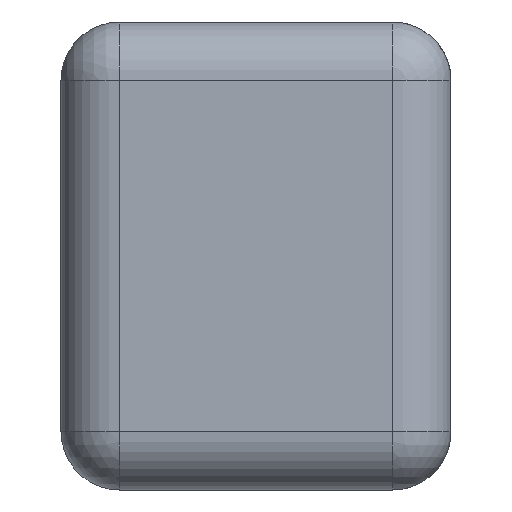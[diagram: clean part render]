
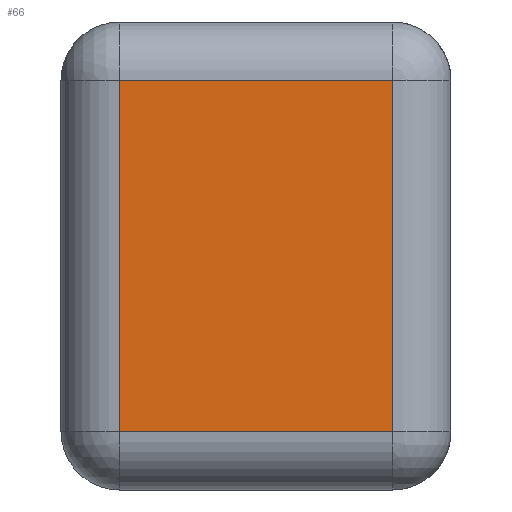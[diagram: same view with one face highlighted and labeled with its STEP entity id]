
A CAD part, left-side view. The second image highlights one B-rep face of the part: STEP entity #66.
In plain terms, the highlighted planar face has unit normal (-1, 0, 0).
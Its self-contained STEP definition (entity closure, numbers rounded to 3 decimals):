
#27 = CARTESIAN_POINT ( 'NONE',  ( -21., 8.5, 10.5 ) ) ;
#46 = DIRECTION ( 'NONE',  ( 0., 1., 0. ) ) ;
#66 = ADVANCED_FACE ( 'NONE', ( #976 ), #442, .T. ) ;
#170 = DIRECTION ( 'NONE',  ( -1., 0., 0. ) ) ;
#354 = CARTESIAN_POINT ( 'NONE',  ( -21., 1.5, 1.5 ) ) ;
#380 = CARTESIAN_POINT ( 'NONE',  ( -21., 1.5, 10.5 ) ) ;
#400 = VECTOR ( 'NONE', #1348, 1000. ) ;
#425 = CARTESIAN_POINT ( 'NONE',  ( -21., 10., 0. ) ) ;
#442 = PLANE ( 'NONE',  #561 ) ;
#451 = LINE ( 'NONE', #939, #493 ) ;
#493 = VECTOR ( 'NONE', #1341, 1000. ) ;
#496 = ORIENTED_EDGE ( 'NONE', *, *, #574, .F. ) ;
#505 = ORIENTED_EDGE ( 'NONE', *, *, #592, .T. ) ;
#561 = AXIS2_PLACEMENT_3D ( 'NONE', #425, #170, #46 ) ;
#574 = EDGE_CURVE ( 'NONE', #1380, #1027, #451, .T. ) ;
#583 = EDGE_LOOP ( 'NONE', ( #505, #496, #1044, #1034 ) ) ;
#592 = EDGE_CURVE ( 'NONE', #1052, #1027, #797, .T. ) ;
#633 = VECTOR ( 'NONE', #1469, 1000. ) ;
#720 = CARTESIAN_POINT ( 'NONE',  ( -21., 8.5, 10.5 ) ) ;
#725 = CARTESIAN_POINT ( 'NONE',  ( -21., 8.5, 1.5 ) ) ;
#726 = EDGE_CURVE ( 'NONE', #1052, #921, #974, .T. ) ;
#743 = EDGE_CURVE ( 'NONE', #921, #1380, #938, .T. ) ;
#797 = LINE ( 'NONE', #27, #400 ) ;
#864 = DIRECTION ( 'NONE',  ( 0., 0., -1. ) ) ;
#902 = VECTOR ( 'NONE', #864, 1000. ) ;
#921 = VERTEX_POINT ( 'NONE', #380 ) ;
#938 = LINE ( 'NONE', #1483, #902 ) ;
#939 = CARTESIAN_POINT ( 'NONE',  ( -21., 1.5, 1.5 ) ) ;
#974 = LINE ( 'NONE', #720, #633 ) ;
#976 = FACE_OUTER_BOUND ( 'NONE', #583, .T. ) ;
#1027 = VERTEX_POINT ( 'NONE', #725 ) ;
#1034 = ORIENTED_EDGE ( 'NONE', *, *, #726, .F. ) ;
#1044 = ORIENTED_EDGE ( 'NONE', *, *, #743, .F. ) ;
#1052 = VERTEX_POINT ( 'NONE', #1191 ) ;
#1191 = CARTESIAN_POINT ( 'NONE',  ( -21., 8.5, 10.5 ) ) ;
#1341 = DIRECTION ( 'NONE',  ( 0., 1., 0. ) ) ;
#1348 = DIRECTION ( 'NONE',  ( 0., 0., -1. ) ) ;
#1380 = VERTEX_POINT ( 'NONE', #354 ) ;
#1469 = DIRECTION ( 'NONE',  ( 0., -1., 0. ) ) ;
#1483 = CARTESIAN_POINT ( 'NONE',  ( -21., 1.5, 10.5 ) ) ;
